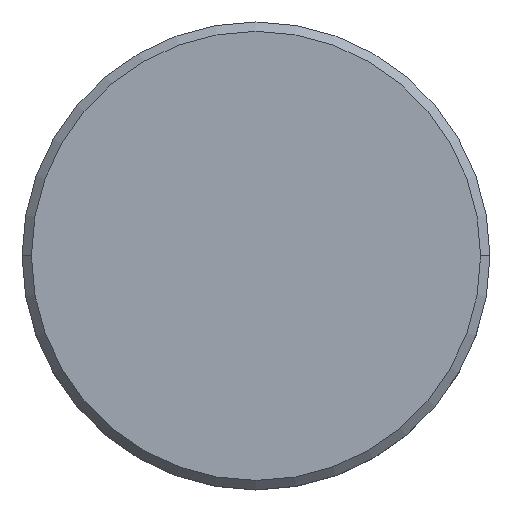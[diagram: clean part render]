
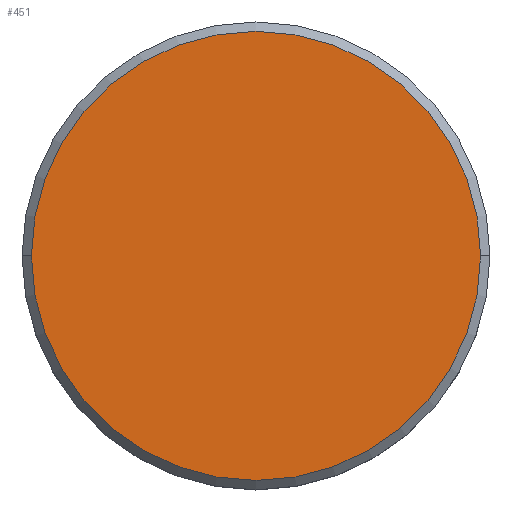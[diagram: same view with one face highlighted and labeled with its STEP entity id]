
A CAD part, top view. The second image highlights one B-rep face of the part: STEP entity #451.
In plain terms, the highlighted planar face has unit normal (0, 0, 1).
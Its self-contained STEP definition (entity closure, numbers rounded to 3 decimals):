
#29 = DIRECTION ( 'NONE',  ( 1., 0., 0. ) ) ;
#86 = CARTESIAN_POINT ( 'NONE',  ( -12., 0., 0. ) ) ;
#167 = EDGE_CURVE ( 'NONE', #428, #695, #1091, .T. ) ;
#170 = AXIS2_PLACEMENT_3D ( 'NONE', #858, #665, #29 ) ;
#235 = AXIS2_PLACEMENT_3D ( 'NONE', #716, #621, #892 ) ;
#428 = VERTEX_POINT ( 'NONE', #1113 ) ;
#451 = ADVANCED_FACE ( 'NONE', ( #949 ), #489, .T. ) ;
#489 = PLANE ( 'NONE',  #170 ) ;
#510 = DIRECTION ( 'NONE',  ( 1., 0., 0. ) ) ;
#592 = AXIS2_PLACEMENT_3D ( 'NONE', #894, #805, #510 ) ;
#621 = DIRECTION ( 'NONE',  ( 0., 0., 1. ) ) ;
#665 = DIRECTION ( 'NONE',  ( 0., 0., 1. ) ) ;
#695 = VERTEX_POINT ( 'NONE', #86 ) ;
#716 = CARTESIAN_POINT ( 'NONE',  ( 0., 0., 0. ) ) ;
#787 = EDGE_LOOP ( 'NONE', ( #917, #998 ) ) ;
#805 = DIRECTION ( 'NONE',  ( 0., 0., 1. ) ) ;
#858 = CARTESIAN_POINT ( 'NONE',  ( 0., 0., 0. ) ) ;
#892 = DIRECTION ( 'NONE',  ( 1., 0., 0. ) ) ;
#894 = CARTESIAN_POINT ( 'NONE',  ( 0., 0., 0. ) ) ;
#917 = ORIENTED_EDGE ( 'NONE', *, *, #1084, .T. ) ;
#949 = FACE_OUTER_BOUND ( 'NONE', #787, .T. ) ;
#998 = ORIENTED_EDGE ( 'NONE', *, *, #167, .T. ) ;
#1035 = CIRCLE ( 'NONE', #235, 12. ) ;
#1084 = EDGE_CURVE ( 'NONE', #695, #428, #1035, .T. ) ;
#1091 = CIRCLE ( 'NONE', #592, 12. ) ;
#1113 = CARTESIAN_POINT ( 'NONE',  ( 12., 0., 0. ) ) ;
